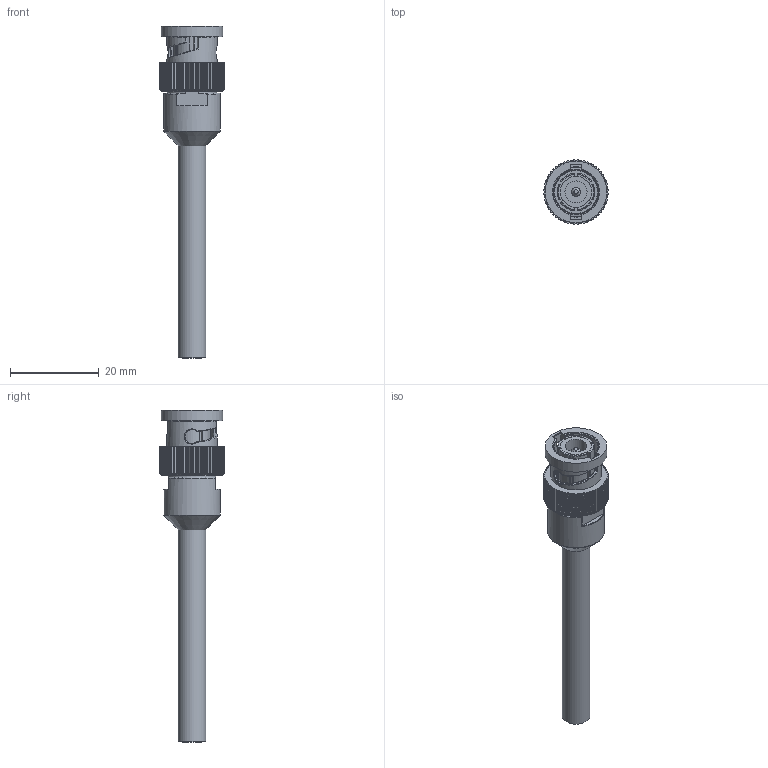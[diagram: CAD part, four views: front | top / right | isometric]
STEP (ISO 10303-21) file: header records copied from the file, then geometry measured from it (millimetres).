
FILE_DESCRIPTION(/* description */ (''),/* implementation_level */ '2;1');
FILE_NAME(/* name */ 'FX.stp',/* time_stamp */ '2017-05-03T17:46:35-04:00',/* author */ ('aneininger'),/* organization */ ('CONNECTION TECHNOLOGY CENTER'),/* preprocessor_version */ 'ST-DEVELOPER v16.5',/* originating_system */ 'Autodesk Inventor 2017',/* authorisation */ '');
FILE_SCHEMA (('AUTOMOTIVE_DESIGN { 1 0 10303 214 3 1 1 }'));
Length unit declared in the file: inch
Products named in the file (1): Part34
Bounding box: 14.49 x 14.49 x 74.68 mm (x, y, z)
Volume: 4374.2 mm3; surface area: 3126.3 mm2
Topology: 1 solids, 1 shells, 550 faces, 1384 edges, 904 vertices
Faces by surface type: cylinder 257, plane 227, bspline 37, torus 25, cone 4
Full cylindrical faces by diameter (mm): 0.127 x19, 0.203 x38, 1.981 x1, 2.032 x1, 3.353 x1, 3.988 x1, 4.115 x1, 4.142 x1, 4.267 x1, 4.953 x1, 6.223 x1, 9.944 x1, 11.303 x1, 12.7 x1, 13.843 x1
Entity records: 19952 total; most frequent: CARTESIAN_POINT 6582, ORIENTED_EDGE 2608, DIRECTION 2571, EDGE_CURVE 1301, AXIS2_PLACEMENT_3D 1030, VERTEX_POINT 897, EDGE_LOOP 696, STYLED_ITEM 550
